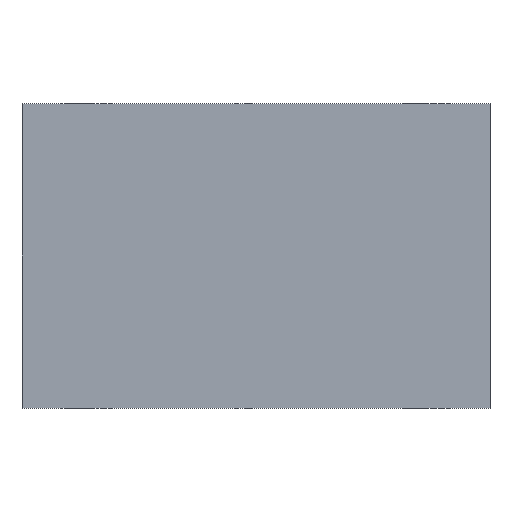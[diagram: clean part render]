
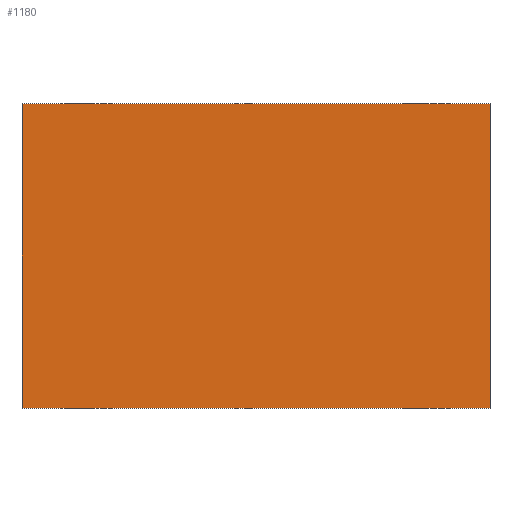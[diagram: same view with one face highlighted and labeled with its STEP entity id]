
A CAD part, front view. The second image highlights one B-rep face of the part: STEP entity #1180.
In plain terms, the highlighted planar face has unit normal (0, -1, 0).
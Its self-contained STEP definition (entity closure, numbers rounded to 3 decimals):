
#91=LINE('',#1875,#165);
#101=LINE('',#1910,#175);
#121=LINE('',#1982,#195);
#123=LINE('',#1989,#197);
#165=VECTOR('',#1459,1000.);
#175=VECTOR('',#1487,1000.);
#195=VECTOR('',#1549,1000.);
#197=VECTOR('',#1557,1000.);
#316=ORIENTED_EDGE('',*,*,#605,.T.);
#317=ORIENTED_EDGE('',*,*,#549,.F.);
#318=ORIENTED_EDGE('',*,*,#601,.F.);
#319=ORIENTED_EDGE('',*,*,#566,.T.);
#549=EDGE_CURVE('',#700,#695,#91,.T.);
#566=EDGE_CURVE('',#717,#716,#101,.T.);
#601=EDGE_CURVE('',#717,#700,#121,.T.);
#605=EDGE_CURVE('',#716,#695,#123,.T.);
#695=VERTEX_POINT('',#1865);
#700=VERTEX_POINT('',#1874);
#716=VERTEX_POINT('',#1909);
#717=VERTEX_POINT('',#1911);
#889=EDGE_LOOP('',(#316,#317,#318,#319));
#1025=FACE_BOUND('',#889,.T.);
#1139=PLANE('',#1305);
#1180=ADVANCED_FACE('',(#1025),#1139,.F.);
#1305=AXIS2_PLACEMENT_3D('',#1990,#1558,#1559);
#1459=DIRECTION('',(0.,0.,-1.));
#1487=DIRECTION('',(0.,0.,-1.));
#1549=DIRECTION('',(1.,0.,0.));
#1557=DIRECTION('',(1.,0.,0.));
#1558=DIRECTION('',(0.,1.,0.));
#1559=DIRECTION('',(0.,0.,1.));
#1865=CARTESIAN_POINT('',(40.,0.,-26.));
#1874=CARTESIAN_POINT('',(40.,0.,26.));
#1875=CARTESIAN_POINT('',(40.,0.,26.));
#1909=CARTESIAN_POINT('',(-40.,0.,-26.));
#1910=CARTESIAN_POINT('',(-40.,0.,26.));
#1911=CARTESIAN_POINT('',(-40.,0.,26.));
#1982=CARTESIAN_POINT('',(-40.,0.,26.));
#1989=CARTESIAN_POINT('',(-40.,0.,-26.));
#1990=CARTESIAN_POINT('',(-40.,0.,26.));
